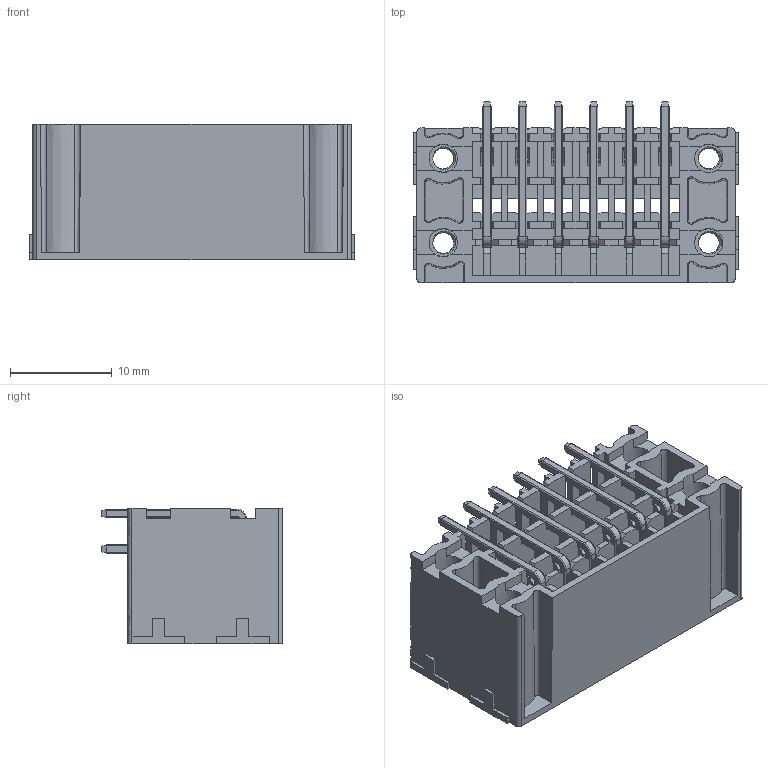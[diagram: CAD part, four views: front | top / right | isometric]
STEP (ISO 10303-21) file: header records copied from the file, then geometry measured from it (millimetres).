
FILE_DESCRIPTION( ('This file contains a STEP AP42 implementation' ,'as created by ZW3D STEP Interface translator.') ,'2;1' );
FILE_NAME( 'WJ15EDGRHBM-3.5-2x06P-00N.stp' ,'23 6 8.142624', (''), ('ZWCAD Software Co.'), 'Version 1.0', 'ZW3D to STEP translator', '' );
FILE_SCHEMA(('AUTOMOTIVE_DESIGN { 1 0 10303 214 1 1 1 1 }'));
Length unit declared in the file: millimetre
Products named in the file (2): 0; WJ15EDGRHBM-3.5-2x06P-14A-00N
Bounding box: 31.9 x 17.8 x 13.3 mm (x, y, z)
Volume: 2884 mm3; surface area: 7432.3 mm2
Topology: 1 solids, 1 shells, 2266 faces, 5976 edges, 3870 vertices
Faces by surface type: plane 1626, bspline 284, cylinder 218, cone 138
Entity records: 88773 total; most frequent: CARTESIAN_POINT 31225, ORIENTED_EDGE 11952, DIRECTION 10666, EDGE_CURVE 5976, VECTOR 4448, LINE 4448, VERTEX_POINT 3870, AXIS2_PLACEMENT_3D 3109
